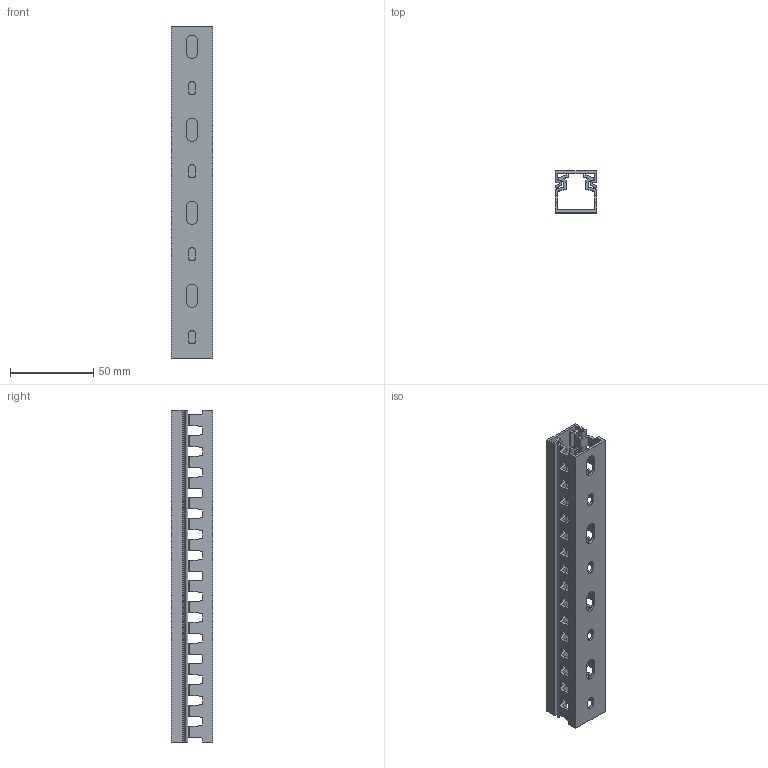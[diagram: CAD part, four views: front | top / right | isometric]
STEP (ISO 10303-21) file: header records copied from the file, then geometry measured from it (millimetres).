
FILE_DESCRIPTION((''),'2;1');
FILE_NAME('HA725025_ASM','2022-04-08T08:56:18',('pfeiferc'),(''),'CREO PARAMETRIC BY PTC INC, 2021184','CREO PARAMETRIC BY PTC INC, 2021184','');
FILE_SCHEMA(('AUTOMOTIVE_DESIGN { 1 0 10303 214 1 1 1 1 }'));
Length unit declared in the file: millimetre
Products named in the file (3): PROXY_49423-M; PROXY_01403-M; HA725025_ASM
Assembly tree (2 placements, depth 2):
  HA725025_ASM
    PROXY_49423-M
    PROXY_01403-M
Bounding box: 25 x 25 x 200 mm (x, y, z)
Volume: 31635.5 mm3; surface area: 49078.7 mm2
Topology: 2 solids, 2 shells, 672 faces, 2004 edges, 1336 vertices
Faces by surface type: plane 618, cylinder 54
Entity records: 24132 total; most frequent: CARTESIAN_POINT 4150, ORIENTED_EDGE 4008, DIRECTION 3655, EDGE_CURVE 2004, VECTOR 1904, LINE 1904, VERTEX_POINT 1336, AXIS2_PLACEMENT_3D 859
